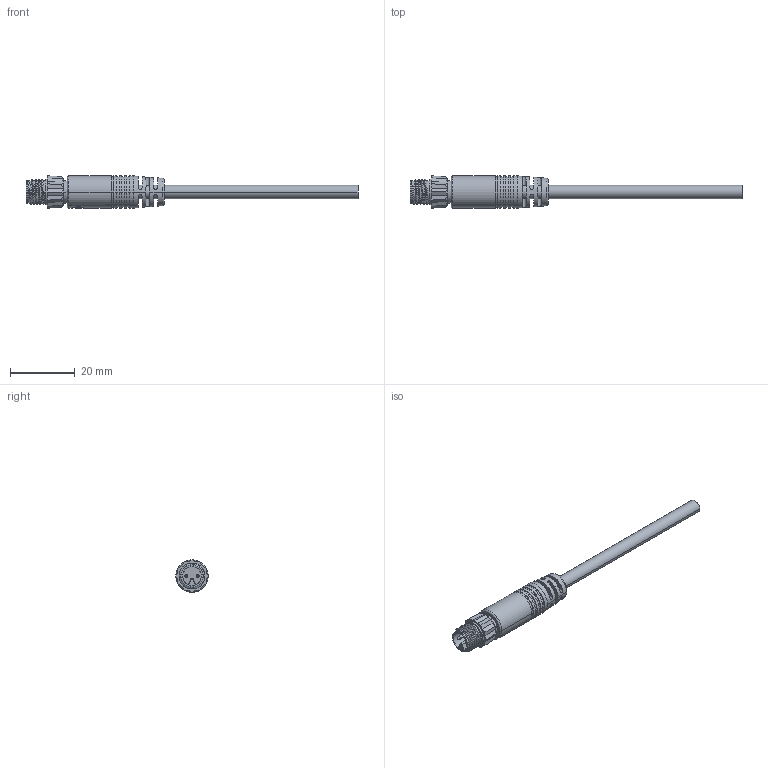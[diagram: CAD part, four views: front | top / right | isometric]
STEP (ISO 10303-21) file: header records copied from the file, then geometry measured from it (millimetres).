
FILE_DESCRIPTION((''),'2;1');
FILE_NAME('8AP-02AMMM-SL7AXX','2021-09-27T',('L210039'),(''),'PRO/ENGINEER BY PARAMETRIC TECHNOLOGY CORPORATION, 2017170','PRO/ENGINEER BY PARAMETRIC TECHNOLOGY CORPORATION, 2017170','');
FILE_SCHEMA(('CONFIG_CONTROL_DESIGN'));
Length unit declared in the file: millimetre
Products named in the file (1): 8AP-02AMMM-SL7AXX
Bounding box: 102.7 x 10 x 10 mm (x, y, z)
Volume: 3416 mm3; surface area: 2731.8 mm2
Topology: 1 solids, 1 shells, 260 faces, 654 edges, 426 vertices
Faces by surface type: plane 111, cylinder 79, extrusion 40, cone 11, bspline 10, torus 5, sphere 4
Entity records: 11209 total; most frequent: CARTESIAN_POINT 5174, ORIENTED_EDGE 1300, DIRECTION 1099, EDGE_CURVE 650, VERTEX_POINT 426, AXIS2_PLACEMENT_3D 383, VECTOR 333, EDGE_LOOP 294
